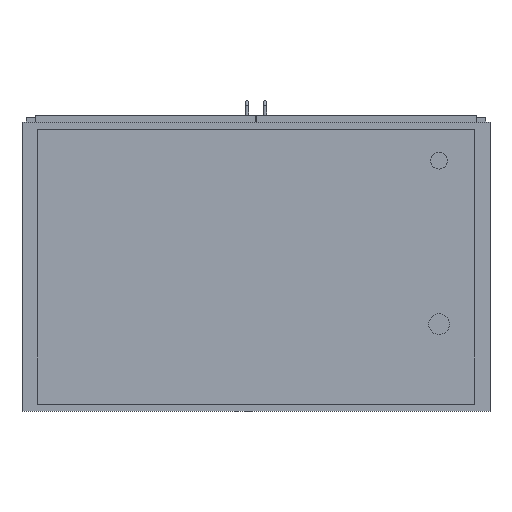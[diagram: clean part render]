
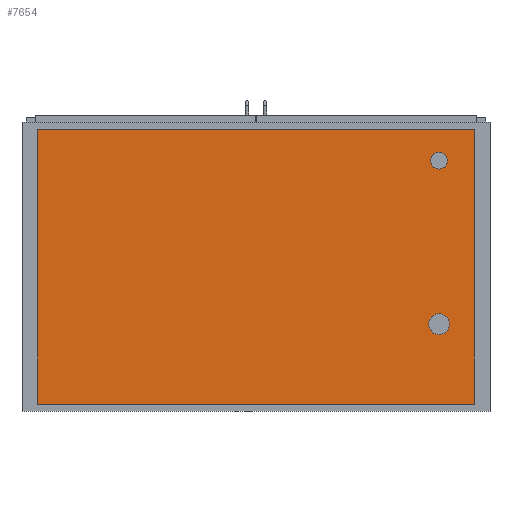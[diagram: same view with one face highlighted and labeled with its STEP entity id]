
A CAD part, front view. The second image highlights one B-rep face of the part: STEP entity #7654.
In plain terms, the highlighted planar face has unit normal (0, -1, 0).
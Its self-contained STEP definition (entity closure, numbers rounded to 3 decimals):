
#83=FACE_BOUND('',#833,.T.);
#84=FACE_BOUND('',#834,.T.);
#104=CIRCLE('',#8179,20.);
#106=CIRCLE('',#8183,25.);
#354=FACE_OUTER_BOUND('',#832,.T.);
#832=EDGE_LOOP('',(#5205,#5206,#5207,#5208));
#833=EDGE_LOOP('',(#5209));
#834=EDGE_LOOP('',(#5210));
#1366=LINE('',#11087,#2334);
#1368=LINE('',#11091,#2336);
#1370=LINE('',#11095,#2338);
#1372=LINE('',#11098,#2340);
#2334=VECTOR('',#8912,10.);
#2336=VECTOR('',#8916,10.);
#2338=VECTOR('',#8920,10.);
#2340=VECTOR('',#8924,10.);
#3256=VERTEX_POINT('',#11013);
#3258=VERTEX_POINT('',#11020);
#3279=VERTEX_POINT('',#11084);
#3280=VERTEX_POINT('',#11086);
#3281=VERTEX_POINT('',#11090);
#3282=VERTEX_POINT('',#11094);
#3993=EDGE_CURVE('',#3256,#3256,#104,.T.);
#3996=EDGE_CURVE('',#3258,#3258,#106,.T.);
#4026=EDGE_CURVE('',#3280,#3279,#1366,.T.);
#4028=EDGE_CURVE('',#3281,#3280,#1368,.T.);
#4030=EDGE_CURVE('',#3282,#3281,#1370,.T.);
#4032=EDGE_CURVE('',#3279,#3282,#1372,.T.);
#5205=ORIENTED_EDGE('',*,*,#4032,.T.);
#5206=ORIENTED_EDGE('',*,*,#4030,.T.);
#5207=ORIENTED_EDGE('',*,*,#4028,.T.);
#5208=ORIENTED_EDGE('',*,*,#4026,.T.);
#5209=ORIENTED_EDGE('',*,*,#3993,.T.);
#5210=ORIENTED_EDGE('',*,*,#3996,.T.);
#7244=PLANE('',#8200);
#7654=ADVANCED_FACE('',(#354,#83,#84),#7244,.T.);
#8179=AXIS2_PLACEMENT_3D('',#11015,#8846,#8847);
#8183=AXIS2_PLACEMENT_3D('',#11022,#8855,#8856);
#8200=AXIS2_PLACEMENT_3D('',#11099,#8925,#8926);
#8846=DIRECTION('center_axis',(0.,1.,0.));
#8847=DIRECTION('ref_axis',(1.,0.,0.));
#8855=DIRECTION('center_axis',(0.,1.,0.));
#8856=DIRECTION('ref_axis',(1.,0.,0.));
#8912=DIRECTION('',(-1.,0.,0.));
#8916=DIRECTION('',(0.,0.,1.));
#8920=DIRECTION('',(1.,0.,0.));
#8924=DIRECTION('',(0.,0.,-1.));
#8925=DIRECTION('center_axis',(0.,-1.,0.));
#8926=DIRECTION('ref_axis',(0.,0.,-1.));
#11013=CARTESIAN_POINT('',(420.,-370.,255.));
#11015=CARTESIAN_POINT('Origin',(440.,-370.,255.));
#11020=CARTESIAN_POINT('',(415.,-370.,-138.));
#11022=CARTESIAN_POINT('Origin',(440.,-370.,-138.));
#11084=CARTESIAN_POINT('',(-525.,-370.,330.));
#11086=CARTESIAN_POINT('',(525.,-370.,330.));
#11087=CARTESIAN_POINT('',(-525.,-370.,330.));
#11090=CARTESIAN_POINT('',(525.,-370.,-330.));
#11091=CARTESIAN_POINT('',(525.,-370.,330.));
#11094=CARTESIAN_POINT('',(-525.,-370.,-330.));
#11095=CARTESIAN_POINT('',(525.,-370.,-330.));
#11098=CARTESIAN_POINT('',(-525.,-370.,-330.));
#11099=CARTESIAN_POINT('Origin',(0.,-370.,0.));
